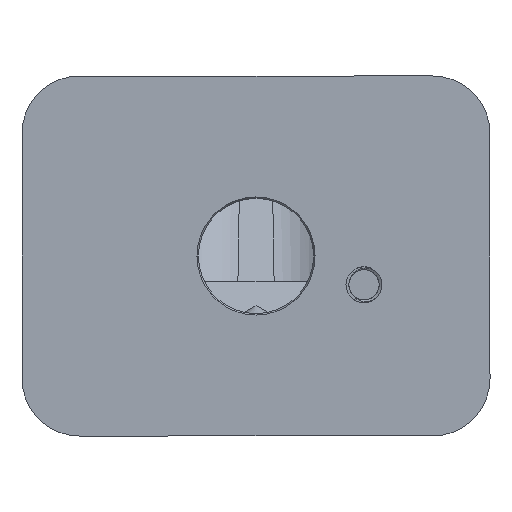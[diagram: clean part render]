
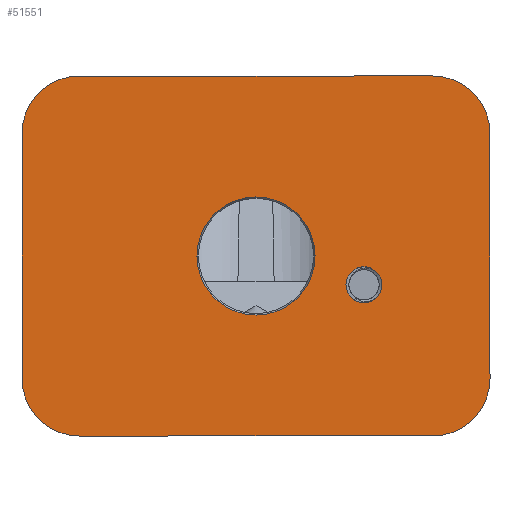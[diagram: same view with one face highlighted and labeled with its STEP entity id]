
A CAD part, front view. The second image highlights one B-rep face of the part: STEP entity #51551.
In plain terms, the highlighted planar face has unit normal (0, -1, 0).
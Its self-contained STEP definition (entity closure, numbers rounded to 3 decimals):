
#2302 = CARTESIAN_POINT ( 'NONE',  ( -32.5, 0., -17. ) ) ;
#2467 = CARTESIAN_POINT ( 'NONE',  ( 24.5, 0., -17. ) ) ;
#2577 = CARTESIAN_POINT ( 'NONE',  ( -24.5, 0., -25. ) ) ;
#2591 = CARTESIAN_POINT ( 'NONE',  ( 24.5, 0., -17. ) ) ;
#4884 = CARTESIAN_POINT ( 'NONE',  ( 24.5, 0., 17. ) ) ;
#6177 = CARTESIAN_POINT ( 'NONE',  ( 24.5, 0., -25. ) ) ;
#6220 = CARTESIAN_POINT ( 'NONE',  ( -24.5, 0., 25. ) ) ;
#6984 = DIRECTION ( 'NONE',  ( 0., 1., 0. ) ) ;
#7076 = CARTESIAN_POINT ( 'NONE',  ( -24.5, 0., 25. ) ) ;
#7716 = PLANE ( 'NONE',  #62086 ) ;
#7785 = DIRECTION ( 'NONE',  ( 0., 1., 0. ) ) ;
#8018 = EDGE_CURVE ( 'NONE', #59613, #51157, #52553, .T. ) ;
#8109 = DIRECTION ( 'NONE',  ( 0., 0., -1. ) ) ;
#8250 = EDGE_CURVE ( 'NONE', #35374, #24945, #25471, .T. ) ;
#9041 = VECTOR ( 'NONE', #33932, 1000. ) ;
#9079 = ORIENTED_EDGE ( 'NONE', *, *, #36586, .T. ) ;
#10113 = CIRCLE ( 'NONE', #56289, 8. ) ;
#10378 = DIRECTION ( 'NONE',  ( 1., 0., 0. ) ) ;
#10697 = EDGE_CURVE ( 'NONE', #12624, #29653, #16908, .T. ) ;
#11761 = ORIENTED_EDGE ( 'NONE', *, *, #8018, .T. ) ;
#11983 = DIRECTION ( 'NONE',  ( 0., 1., 0. ) ) ;
#12351 = CARTESIAN_POINT ( 'NONE',  ( -24.5, 0., -25. ) ) ;
#12624 = VERTEX_POINT ( 'NONE', #2577 ) ;
#13018 = ORIENTED_EDGE ( 'NONE', *, *, #25480, .T. ) ;
#13329 = ORIENTED_EDGE ( 'NONE', *, *, #43004, .F. ) ;
#14983 = CARTESIAN_POINT ( 'NONE',  ( 32.5, 0., -17. ) ) ;
#15094 = LINE ( 'NONE', #34983, #33660 ) ;
#16908 = CIRCLE ( 'NONE', #44591, 8. ) ;
#17028 = FACE_OUTER_BOUND ( 'NONE', #24349, .T. ) ;
#17563 = CARTESIAN_POINT ( 'NONE',  ( 15., 0., -6.5 ) ) ;
#17698 = DIRECTION ( 'NONE',  ( 0., 0., -1. ) ) ;
#19127 = CIRCLE ( 'NONE', #59105, 2.5 ) ;
#20277 = EDGE_CURVE ( 'NONE', #24945, #63270, #25142, .T. ) ;
#20370 = VERTEX_POINT ( 'NONE', #40148 ) ;
#20407 = CARTESIAN_POINT ( 'NONE',  ( 24.5, 0., 25. ) ) ;
#21009 = ORIENTED_EDGE ( 'NONE', *, *, #45089, .F. ) ;
#21311 = CIRCLE ( 'NONE', #32562, 8. ) ;
#22470 = FACE_BOUND ( 'NONE', #58289, .T. ) ;
#22484 = DIRECTION ( 'NONE',  ( 0., 0., -1. ) ) ;
#22607 = AXIS2_PLACEMENT_3D ( 'NONE', #55973, #11983, #31556 ) ;
#22846 = DIRECTION ( 'NONE',  ( 0., 1., 0. ) ) ;
#22987 = EDGE_CURVE ( 'NONE', #29653, #44271, #15094, .T. ) ;
#23822 = ORIENTED_EDGE ( 'NONE', *, *, #53139, .T. ) ;
#24349 = EDGE_LOOP ( 'NONE', ( #21009, #13329, #25830, #35453, #29992, #35824, #41437, #27486 ) ) ;
#24945 = VERTEX_POINT ( 'NONE', #20407 ) ;
#25142 = CIRCLE ( 'NONE', #61060, 8. ) ;
#25199 = AXIS2_PLACEMENT_3D ( 'NONE', #51732, #7785, #17698 ) ;
#25471 = LINE ( 'NONE', #6220, #57751 ) ;
#25480 = EDGE_CURVE ( 'NONE', #41515, #35176, #33872, .T. ) ;
#25830 = ORIENTED_EDGE ( 'NONE', *, *, #20277, .F. ) ;
#27486 = ORIENTED_EDGE ( 'NONE', *, *, #36182, .F. ) ;
#27974 = DIRECTION ( 'NONE',  ( 0., 1., 0. ) ) ;
#29588 = VERTEX_POINT ( 'NONE', #6177 ) ;
#29653 = VERTEX_POINT ( 'NONE', #2302 ) ;
#29992 = ORIENTED_EDGE ( 'NONE', *, *, #50425, .F. ) ;
#30376 = CARTESIAN_POINT ( 'NONE',  ( 0., 0., -8.2 ) ) ;
#31388 = DIRECTION ( 'NONE',  ( 0., 1., 0. ) ) ;
#31556 = DIRECTION ( 'NONE',  ( 0., 0., -1. ) ) ;
#32562 = AXIS2_PLACEMENT_3D ( 'NONE', #56896, #22846, #42424 ) ;
#33057 = CARTESIAN_POINT ( 'NONE',  ( 15., 0., -4. ) ) ;
#33660 = VECTOR ( 'NONE', #34673, 1000. ) ;
#33872 = CIRCLE ( 'NONE', #22607, 8.2 ) ;
#33932 = DIRECTION ( 'NONE',  ( 0., 0., -1. ) ) ;
#33946 = CARTESIAN_POINT ( 'NONE',  ( -32.5, 0., 17. ) ) ;
#34673 = DIRECTION ( 'NONE',  ( 0., 0., 1. ) ) ;
#34983 = CARTESIAN_POINT ( 'NONE',  ( -32.5, 0., -17. ) ) ;
#35176 = VERTEX_POINT ( 'NONE', #39492 ) ;
#35374 = VERTEX_POINT ( 'NONE', #7076 ) ;
#35453 = ORIENTED_EDGE ( 'NONE', *, *, #8250, .F. ) ;
#35824 = ORIENTED_EDGE ( 'NONE', *, *, #22987, .F. ) ;
#36182 = EDGE_CURVE ( 'NONE', #29588, #12624, #36752, .T. ) ;
#36586 = EDGE_CURVE ( 'NONE', #35176, #41515, #61128, .T. ) ;
#36607 = DIRECTION ( 'NONE',  ( 0., 1., 0. ) ) ;
#36752 = LINE ( 'NONE', #12351, #42557 ) ;
#39061 = EDGE_LOOP ( 'NONE', ( #9079, #13018 ) ) ;
#39069 = LINE ( 'NONE', #14983, #9041 ) ;
#39259 = AXIS2_PLACEMENT_3D ( 'NONE', #40059, #31388, #56976 ) ;
#39492 = CARTESIAN_POINT ( 'NONE',  ( 0., 0., 8.2 ) ) ;
#40059 = CARTESIAN_POINT ( 'NONE',  ( 15., 0., -4. ) ) ;
#40148 = CARTESIAN_POINT ( 'NONE',  ( 32.5, 0., -17. ) ) ;
#41437 = ORIENTED_EDGE ( 'NONE', *, *, #10697, .F. ) ;
#41497 = CARTESIAN_POINT ( 'NONE',  ( -24.5, 0., -17. ) ) ;
#41515 = VERTEX_POINT ( 'NONE', #30376 ) ;
#42424 = DIRECTION ( 'NONE',  ( 0., 0., -1. ) ) ;
#42557 = VECTOR ( 'NONE', #57291, 1000. ) ;
#43004 = EDGE_CURVE ( 'NONE', #63270, #20370, #39069, .T. ) ;
#44271 = VERTEX_POINT ( 'NONE', #33946 ) ;
#44591 = AXIS2_PLACEMENT_3D ( 'NONE', #41497, #56295, #8109 ) ;
#45089 = EDGE_CURVE ( 'NONE', #20370, #29588, #10113, .T. ) ;
#46541 = FACE_BOUND ( 'NONE', #39061, .T. ) ;
#46884 = DIRECTION ( 'NONE',  ( 0., 1., 0. ) ) ;
#47172 = DIRECTION ( 'NONE',  ( 0., 0., -1. ) ) ;
#48211 = DIRECTION ( 'NONE',  ( 0., 0., -1. ) ) ;
#50425 = EDGE_CURVE ( 'NONE', #44271, #35374, #21311, .T. ) ;
#50942 = DIRECTION ( 'NONE',  ( 0., 0., -1. ) ) ;
#51157 = VERTEX_POINT ( 'NONE', #17563 ) ;
#51551 = ADVANCED_FACE ( 'NONE', ( #17028, #46541, #22470 ), #7716, .F. ) ;
#51732 = CARTESIAN_POINT ( 'NONE',  ( 0., 0., 0. ) ) ;
#52287 = CARTESIAN_POINT ( 'NONE',  ( 15., 0., -1.5 ) ) ;
#52553 = CIRCLE ( 'NONE', #39259, 2.5 ) ;
#53139 = EDGE_CURVE ( 'NONE', #51157, #59613, #19127, .T. ) ;
#55973 = CARTESIAN_POINT ( 'NONE',  ( 0., 0., 0. ) ) ;
#56289 = AXIS2_PLACEMENT_3D ( 'NONE', #2467, #6984, #50942 ) ;
#56295 = DIRECTION ( 'NONE',  ( 0., 1., 0. ) ) ;
#56896 = CARTESIAN_POINT ( 'NONE',  ( -24.5, 0., 17. ) ) ;
#56976 = DIRECTION ( 'NONE',  ( 0., 0., -1. ) ) ;
#57291 = DIRECTION ( 'NONE',  ( -1., 0., 0. ) ) ;
#57751 = VECTOR ( 'NONE', #10378, 1000. ) ;
#58289 = EDGE_LOOP ( 'NONE', ( #11761, #23822 ) ) ;
#59105 = AXIS2_PLACEMENT_3D ( 'NONE', #33057, #46884, #22484 ) ;
#59613 = VERTEX_POINT ( 'NONE', #52287 ) ;
#61060 = AXIS2_PLACEMENT_3D ( 'NONE', #4884, #27974, #48211 ) ;
#61128 = CIRCLE ( 'NONE', #25199, 8.2 ) ;
#62086 = AXIS2_PLACEMENT_3D ( 'NONE', #2591, #36607, #47172 ) ;
#63270 = VERTEX_POINT ( 'NONE', #63274 ) ;
#63274 = CARTESIAN_POINT ( 'NONE',  ( 32.5, 0., 17. ) ) ;
